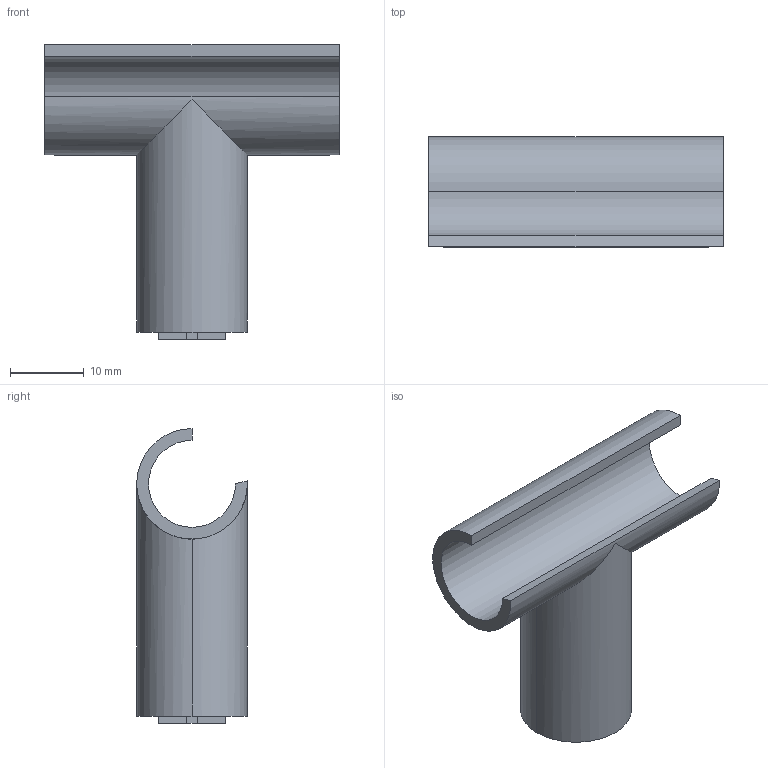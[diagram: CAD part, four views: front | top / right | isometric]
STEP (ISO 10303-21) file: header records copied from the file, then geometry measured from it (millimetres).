
FILE_DESCRIPTION (( 'STEP AP214' ), '1' );
FILE_NAME ('F000415,F000416_3D.step', '2022-10-10T14:02:04', ( '' ), ( '' ), 'SwSTEP 2.0', 'SolidWorks 2020', '' );
FILE_SCHEMA (( 'AUTOMOTIVE_DESIGN' ));
Length unit declared in the file: millimetre
Products named in the file (1): F000415,F000416_3D
Bounding box: 40 x 15 x 40 mm (x, y, z)
Volume: 4177.1 mm3; surface area: 5887.3 mm2
Topology: 1 solids, 1 shells, 25 faces, 62 edges, 42 vertices
Faces by surface type: plane 18, cylinder 7
Entity records: 870 total; most frequent: CARTESIAN_POINT 236, ORIENTED_EDGE 124, DIRECTION 122, EDGE_CURVE 62, LINE 42, VECTOR 42, VERTEX_POINT 42, AXIS2_PLACEMENT_3D 40
